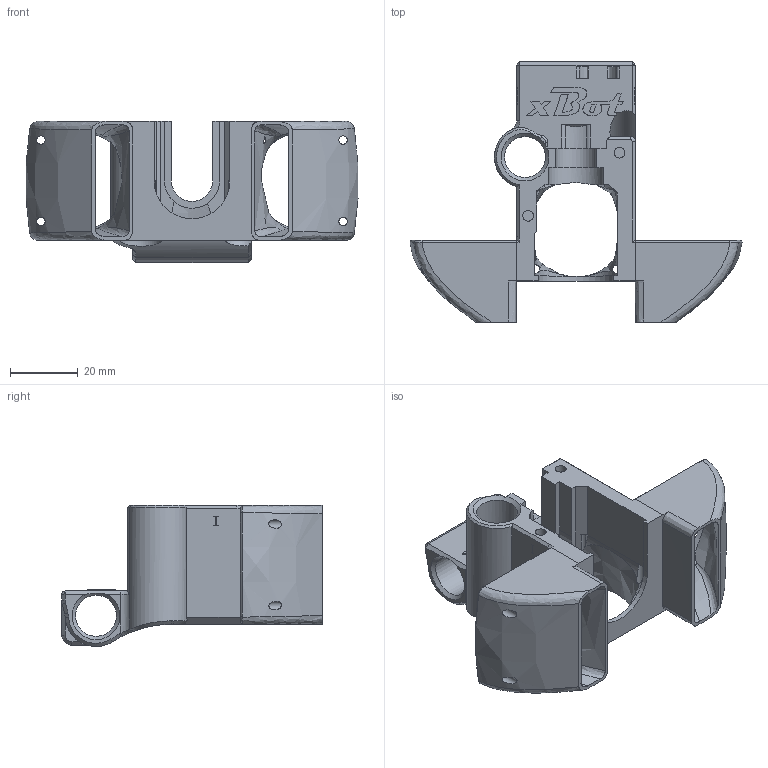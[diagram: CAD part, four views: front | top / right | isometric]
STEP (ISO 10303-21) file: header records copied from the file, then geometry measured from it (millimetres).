
FILE_DESCRIPTION(/* description */ (''),/* implementation_level */ '2;1');
FILE_NAME(/* name */ '8edd3cb2-0e24-459e-8e62-e3418ee49766.stp',/* time_stamp */ '2018-02-12T19:01:14+00:00',/* author */ (''),/* organization */ (''),/* preprocessor_version */ 'ST-DEVELOPER v16.13',/* originating_system */ 'Autodesk Translation Framework v6.5.0.72',/* authorisation */ '');
FILE_SCHEMA (('AUTOMOTIVE_DESIGN { 1 0 10303 214 3 1 1 }'));
Length unit declared in the file: millimetre
Products named in the file (1): xBot-Medium Carriage for E3D
Bounding box: 97.76 x 76.72 x 41.59 mm (x, y, z)
Volume: 45936.9 mm3; surface area: 25762.2 mm2
Topology: 1 solids, 1 shells, 342 faces, 990 edges, 640 vertices
Faces by surface type: plane 159, bspline 93, cylinder 64, cone 26
Full cylindrical faces by diameter (mm): 2.5 x10, 3.2 x4, 12.1 x2, 28.3 x2
Entity records: 18140 total; most frequent: CARTESIAN_POINT 9799, ORIENTED_EDGE 1966, DIRECTION 1361, EDGE_CURVE 983, VERTEX_POINT 640, LINE 521, VECTOR 521, AXIS2_PLACEMENT_3D 420
